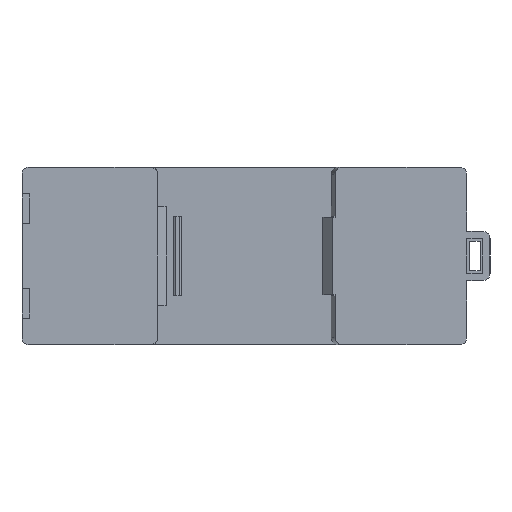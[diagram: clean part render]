
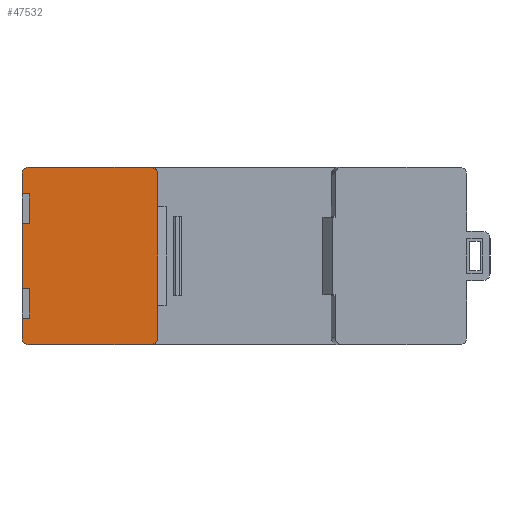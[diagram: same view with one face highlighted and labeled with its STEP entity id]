
A CAD part, front view. The second image highlights one B-rep face of the part: STEP entity #47532.
In plain terms, the highlighted planar face has unit normal (0, -1, 0).
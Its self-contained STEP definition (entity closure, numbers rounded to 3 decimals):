
#4 = AXIS2_PLACEMENT_3D ( 'NONE', #20204, #35507, #2631 ) ;
#389 = DIRECTION ( 'NONE',  ( 1., 0., 0. ) ) ;
#484 = DIRECTION ( 'NONE',  ( 0., 0., 1. ) ) ;
#619 = DIRECTION ( 'NONE',  ( 0., -1., 0. ) ) ;
#1311 = ORIENTED_EDGE ( 'NONE', *, *, #4377, .T. ) ;
#1365 = EDGE_CURVE ( 'NONE', #12189, #41390, #30433, .T. ) ;
#1525 = CARTESIAN_POINT ( 'NONE',  ( -23.95, 2.664, 6.65 ) ) ;
#1532 = LINE ( 'NONE', #42691, #14245 ) ;
#2386 = CARTESIAN_POINT ( 'NONE',  ( 2., 2.664, -10. ) ) ;
#2400 = EDGE_CURVE ( 'NONE', #13710, #47860, #45116, .T. ) ;
#2631 = DIRECTION ( 'NONE',  ( 1., 0., 0. ) ) ;
#3072 = CARTESIAN_POINT ( 'NONE',  ( -25.45, 2.664, -6.65 ) ) ;
#3369 = DIRECTION ( 'NONE',  ( 1., 0., 0. ) ) ;
#4377 = EDGE_CURVE ( 'NONE', #28084, #13434, #48353, .T. ) ;
#4396 = CARTESIAN_POINT ( 'NONE',  ( -25.45, 2.664, 18. ) ) ;
#4747 = VERTEX_POINT ( 'NONE', #14136 ) ;
#4984 = ORIENTED_EDGE ( 'NONE', *, *, #34151, .F. ) ;
#5021 = ORIENTED_EDGE ( 'NONE', *, *, #9735, .F. ) ;
#5980 = ORIENTED_EDGE ( 'NONE', *, *, #41514, .T. ) ;
#6091 = DIRECTION ( 'NONE',  ( 0., 0., -1. ) ) ;
#6214 = DIRECTION ( 'NONE',  ( 0., 0., -1. ) ) ;
#6678 = EDGE_CURVE ( 'NONE', #16482, #43661, #9596, .T. ) ;
#6800 = CARTESIAN_POINT ( 'NONE',  ( -23.95, 2.664, -6.65 ) ) ;
#7201 = CARTESIAN_POINT ( 'NONE',  ( 2., 2.664, 54.174 ) ) ;
#8593 = VERTEX_POINT ( 'NONE', #45256 ) ;
#8602 = EDGE_LOOP ( 'NONE', ( #21305, #1311, #12296, #49354, #12979, #17548, #19971, #5021, #37690, #48018, #4984, #43552, #47290, #5980, #16592, #22198, #29434, #14616 ) ) ;
#8845 = VECTOR ( 'NONE', #30903, 1000. ) ;
#9002 = CARTESIAN_POINT ( 'NONE',  ( 2., 2.664, -16.5 ) ) ;
#9003 = CARTESIAN_POINT ( 'NONE',  ( 0.5, 2.664, 16.5 ) ) ;
#9496 = DIRECTION ( 'NONE',  ( 1., 0., 0. ) ) ;
#9596 = LINE ( 'NONE', #32921, #14861 ) ;
#9685 = VECTOR ( 'NONE', #20598, 1000. ) ;
#9735 = EDGE_CURVE ( 'NONE', #16482, #24033, #23127, .T. ) ;
#11088 = DIRECTION ( 'NONE',  ( 0., -1., 0. ) ) ;
#11225 = CARTESIAN_POINT ( 'NONE',  ( -23.95, 2.664, -18. ) ) ;
#12041 = DIRECTION ( 'NONE',  ( 1., 0., 0. ) ) ;
#12051 = CARTESIAN_POINT ( 'NONE',  ( 0.5, 2.664, 18. ) ) ;
#12189 = VERTEX_POINT ( 'NONE', #42784 ) ;
#12296 = ORIENTED_EDGE ( 'NONE', *, *, #14395, .T. ) ;
#12536 = EDGE_CURVE ( 'NONE', #36834, #32738, #1532, .T. ) ;
#12605 = VECTOR ( 'NONE', #14264, 1000. ) ;
#12720 = DIRECTION ( 'NONE',  ( 0., -1., 0. ) ) ;
#12979 = ORIENTED_EDGE ( 'NONE', *, *, #26845, .T. ) ;
#13399 = CARTESIAN_POINT ( 'NONE',  ( -25.45, 2.664, 16.5 ) ) ;
#13434 = VERTEX_POINT ( 'NONE', #12051 ) ;
#13710 = VERTEX_POINT ( 'NONE', #19293 ) ;
#13934 = CARTESIAN_POINT ( 'NONE',  ( -25.45, 2.664, -18. ) ) ;
#14136 = CARTESIAN_POINT ( 'NONE',  ( -23.95, 2.664, 12.55 ) ) ;
#14245 = VECTOR ( 'NONE', #12041, 1000. ) ;
#14264 = DIRECTION ( 'NONE',  ( 0., 0., -1. ) ) ;
#14395 = EDGE_CURVE ( 'NONE', #13434, #12189, #24353, .T. ) ;
#14616 = ORIENTED_EDGE ( 'NONE', *, *, #35359, .F. ) ;
#14861 = VECTOR ( 'NONE', #6091, 1000. ) ;
#15248 = CARTESIAN_POINT ( 'NONE',  ( -25.45, 2.664, 12.55 ) ) ;
#16482 = VERTEX_POINT ( 'NONE', #17247 ) ;
#16561 = AXIS2_PLACEMENT_3D ( 'NONE', #45984, #619, #389 ) ;
#16588 = VECTOR ( 'NONE', #40864, 1000. ) ;
#16592 = ORIENTED_EDGE ( 'NONE', *, *, #41065, .T. ) ;
#16637 = VECTOR ( 'NONE', #484, 1000. ) ;
#17247 = CARTESIAN_POINT ( 'NONE',  ( -25.45, 2.664, 6.65 ) ) ;
#17342 = VERTEX_POINT ( 'NONE', #15248 ) ;
#17548 = ORIENTED_EDGE ( 'NONE', *, *, #46741, .F. ) ;
#18126 = AXIS2_PLACEMENT_3D ( 'NONE', #37711, #11088, #3369 ) ;
#18871 = FACE_OUTER_BOUND ( 'NONE', #8602, .T. ) ;
#19293 = CARTESIAN_POINT ( 'NONE',  ( 0.5, 2.664, -18. ) ) ;
#19971 = ORIENTED_EDGE ( 'NONE', *, *, #27140, .F. ) ;
#20204 = CARTESIAN_POINT ( 'NONE',  ( -23.95, 2.664, 16.5 ) ) ;
#20345 = CARTESIAN_POINT ( 'NONE',  ( -25.45, 2.664, 6.65 ) ) ;
#20598 = DIRECTION ( 'NONE',  ( -1., 0., 0. ) ) ;
#21113 = LINE ( 'NONE', #36911, #33436 ) ;
#21188 = VERTEX_POINT ( 'NONE', #47502 ) ;
#21194 = AXIS2_PLACEMENT_3D ( 'NONE', #9003, #12720, #27589 ) ;
#21305 = ORIENTED_EDGE ( 'NONE', *, *, #44762, .F. ) ;
#21760 = LINE ( 'NONE', #7201, #38623 ) ;
#21784 = LINE ( 'NONE', #11225, #41523 ) ;
#22198 = ORIENTED_EDGE ( 'NONE', *, *, #2400, .T. ) ;
#23127 = LINE ( 'NONE', #20345, #8845 ) ;
#23302 = DIRECTION ( 'NONE',  ( 0., 0., -1. ) ) ;
#23324 = CARTESIAN_POINT ( 'NONE',  ( -23.95, 2.664, -18. ) ) ;
#23385 = DIRECTION ( 'NONE',  ( 0., -1., 0. ) ) ;
#24033 = VERTEX_POINT ( 'NONE', #1525 ) ;
#24353 = LINE ( 'NONE', #35164, #9685 ) ;
#25064 = LINE ( 'NONE', #13934, #45386 ) ;
#25560 = CARTESIAN_POINT ( 'NONE',  ( 2., 2.664, -10. ) ) ;
#26307 = CARTESIAN_POINT ( 'NONE',  ( 2., 2.664, 54.174 ) ) ;
#26697 = EDGE_CURVE ( 'NONE', #40472, #43661, #21113, .T. ) ;
#26828 = VECTOR ( 'NONE', #30121, 1000. ) ;
#26845 = EDGE_CURVE ( 'NONE', #41390, #17342, #29658, .T. ) ;
#26873 = CARTESIAN_POINT ( 'NONE',  ( 0.5, 2.664, -16.5 ) ) ;
#27140 = EDGE_CURVE ( 'NONE', #24033, #4747, #21784, .T. ) ;
#27327 = CARTESIAN_POINT ( 'NONE',  ( 2., 2.664, 10. ) ) ;
#27589 = DIRECTION ( 'NONE',  ( 1., 0., 0. ) ) ;
#28084 = VERTEX_POINT ( 'NONE', #48555 ) ;
#28223 = CARTESIAN_POINT ( 'NONE',  ( -23.95, 2.664, -12.55 ) ) ;
#29434 = ORIENTED_EDGE ( 'NONE', *, *, #41753, .F. ) ;
#29658 = LINE ( 'NONE', #33624, #12605 ) ;
#30121 = DIRECTION ( 'NONE',  ( -1., 0., 0. ) ) ;
#30433 = CIRCLE ( 'NONE', #4, 1.5 ) ;
#30903 = DIRECTION ( 'NONE',  ( 1., 0., 0. ) ) ;
#31256 = VECTOR ( 'NONE', #23302, 1000. ) ;
#32650 = DIRECTION ( 'NONE',  ( -1., 0., 0. ) ) ;
#32738 = VERTEX_POINT ( 'NONE', #28223 ) ;
#32921 = CARTESIAN_POINT ( 'NONE',  ( -25.45, 2.664, 18. ) ) ;
#33104 = LINE ( 'NONE', #26307, #31256 ) ;
#33138 = AXIS2_PLACEMENT_3D ( 'NONE', #26873, #23385, #38695 ) ;
#33436 = VECTOR ( 'NONE', #32650, 1000. ) ;
#33624 = CARTESIAN_POINT ( 'NONE',  ( -25.45, 2.664, 18. ) ) ;
#33866 = LINE ( 'NONE', #35111, #26828 ) ;
#34151 = EDGE_CURVE ( 'NONE', #32738, #40472, #34830, .T. ) ;
#34830 = LINE ( 'NONE', #23324, #16637 ) ;
#35111 = CARTESIAN_POINT ( 'NONE',  ( -25.45, 2.664, 12.55 ) ) ;
#35164 = CARTESIAN_POINT ( 'NONE',  ( -25.45, 2.664, 18. ) ) ;
#35241 = LINE ( 'NONE', #4396, #48491 ) ;
#35359 = EDGE_CURVE ( 'NONE', #40299, #35901, #33104, .T. ) ;
#35507 = DIRECTION ( 'NONE',  ( 0., -1., 0. ) ) ;
#35901 = VERTEX_POINT ( 'NONE', #2386 ) ;
#35997 = DIRECTION ( 'NONE',  ( 0., 0., -1. ) ) ;
#36834 = VERTEX_POINT ( 'NONE', #46752 ) ;
#36911 = CARTESIAN_POINT ( 'NONE',  ( -25.45, 2.664, -6.65 ) ) ;
#37100 = DIRECTION ( 'NONE',  ( 0., 0., 1. ) ) ;
#37211 = PLANE ( 'NONE',  #18126 ) ;
#37690 = ORIENTED_EDGE ( 'NONE', *, *, #6678, .T. ) ;
#37711 = CARTESIAN_POINT ( 'NONE',  ( -24.25, 2.664, -5.45 ) ) ;
#38256 = CIRCLE ( 'NONE', #16561, 1.5 ) ;
#38623 = VECTOR ( 'NONE', #6214, 1000. ) ;
#38695 = DIRECTION ( 'NONE',  ( 1., 0., 0. ) ) ;
#40299 = VERTEX_POINT ( 'NONE', #27327 ) ;
#40472 = VERTEX_POINT ( 'NONE', #6800 ) ;
#40864 = DIRECTION ( 'NONE',  ( 0., 0., -1. ) ) ;
#41065 = EDGE_CURVE ( 'NONE', #21188, #13710, #25064, .T. ) ;
#41390 = VERTEX_POINT ( 'NONE', #13399 ) ;
#41514 = EDGE_CURVE ( 'NONE', #8593, #21188, #38256, .T. ) ;
#41523 = VECTOR ( 'NONE', #37100, 1000. ) ;
#41753 = EDGE_CURVE ( 'NONE', #35901, #47860, #44559, .T. ) ;
#42691 = CARTESIAN_POINT ( 'NONE',  ( -25.45, 2.664, -12.55 ) ) ;
#42784 = CARTESIAN_POINT ( 'NONE',  ( -23.95, 2.664, 18. ) ) ;
#43552 = ORIENTED_EDGE ( 'NONE', *, *, #12536, .F. ) ;
#43661 = VERTEX_POINT ( 'NONE', #3072 ) ;
#44559 = LINE ( 'NONE', #25560, #16588 ) ;
#44762 = EDGE_CURVE ( 'NONE', #28084, #40299, #21760, .T. ) ;
#45116 = CIRCLE ( 'NONE', #33138, 1.5 ) ;
#45256 = CARTESIAN_POINT ( 'NONE',  ( -25.45, 2.664, -16.5 ) ) ;
#45386 = VECTOR ( 'NONE', #9496, 1000. ) ;
#45984 = CARTESIAN_POINT ( 'NONE',  ( -23.95, 2.664, -16.5 ) ) ;
#46741 = EDGE_CURVE ( 'NONE', #4747, #17342, #33866, .T. ) ;
#46752 = CARTESIAN_POINT ( 'NONE',  ( -25.45, 2.664, -12.55 ) ) ;
#47290 = ORIENTED_EDGE ( 'NONE', *, *, #47392, .T. ) ;
#47392 = EDGE_CURVE ( 'NONE', #36834, #8593, #35241, .T. ) ;
#47502 = CARTESIAN_POINT ( 'NONE',  ( -23.95, 2.664, -18. ) ) ;
#47532 = ADVANCED_FACE ( 'NONE', ( #18871 ), #37211, .T. ) ;
#47860 = VERTEX_POINT ( 'NONE', #9002 ) ;
#48018 = ORIENTED_EDGE ( 'NONE', *, *, #26697, .F. ) ;
#48353 = CIRCLE ( 'NONE', #21194, 1.5 ) ;
#48491 = VECTOR ( 'NONE', #35997, 1000. ) ;
#48555 = CARTESIAN_POINT ( 'NONE',  ( 2., 2.664, 16.5 ) ) ;
#49354 = ORIENTED_EDGE ( 'NONE', *, *, #1365, .T. ) ;
